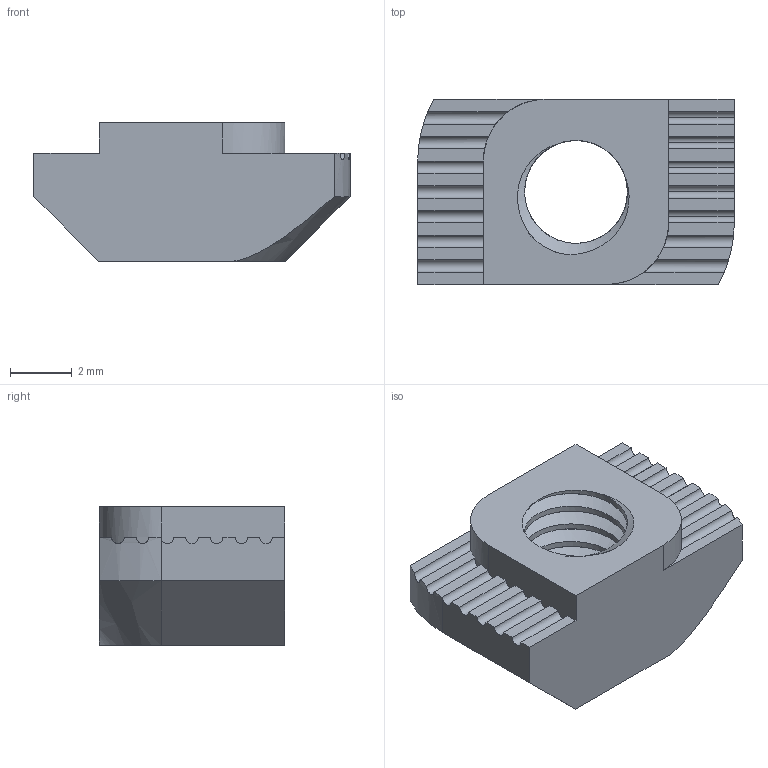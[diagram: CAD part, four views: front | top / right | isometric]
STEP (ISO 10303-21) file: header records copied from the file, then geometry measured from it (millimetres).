
FILE_DESCRIPTION (( 'STEP AP203' ), '1' );
FILE_NAME ('M4_t_nut.step', '2023-09-24T09:03:59', ( '' ), ( '' ), 'SwSTEP 2.0', 'SolidWorks 2023', '' );
FILE_SCHEMA (( 'CONFIG_CONTROL_DESIGN' ));
Length unit declared in the file: millimetre
Products named in the file (3): M4 T-Nut for 2020 extrusion_1.step; M4_t_nut; M4_t_nut.step
Assembly tree (2 placements, depth 3):
  M4_t_nut
    M4_t_nut.step
      M4 T-Nut for 2020 extrusion_1.step
Bounding box: 10.25 x 6 x 4.5 mm (x, y, z)
Volume: 170.9 mm3; surface area: 301.1 mm2
Topology: 1 solids, 1 shells, 83 faces, 237 edges, 156 vertices
Faces by surface type: cylinder 53, plane 26, cone 2, bspline 2
Entity records: 4555 total; most frequent: CARTESIAN_POINT 2185, ORIENTED_EDGE 474, DIRECTION 389, EDGE_CURVE 237, VERTEX_POINT 156, AXIS2_PLACEMENT_3D 139, VECTOR 111, LINE 111
